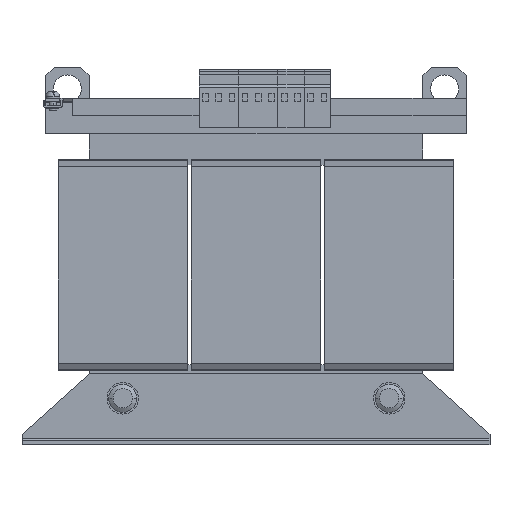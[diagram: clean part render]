
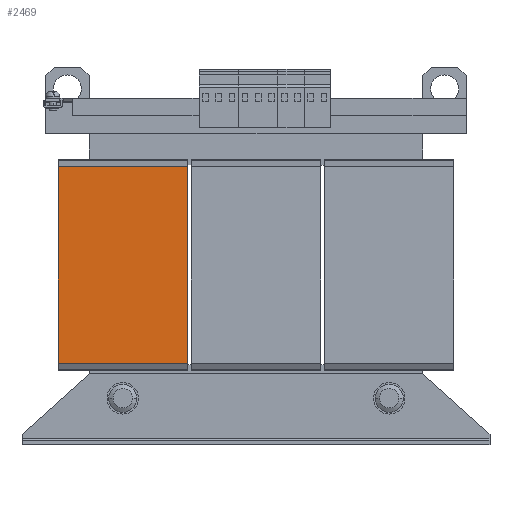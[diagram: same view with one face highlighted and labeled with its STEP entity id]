
A CAD part, top view. The second image highlights one B-rep face of the part: STEP entity #2469.
In plain terms, the highlighted planar face has unit normal (0, 0, 1).
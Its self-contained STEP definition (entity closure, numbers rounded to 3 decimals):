
#315 = VERTEX_POINT ( 'NONE', #5650 ) ;
#670 = CARTESIAN_POINT ( 'NONE',  ( -39.1, 56., 40.1 ) ) ;
#872 = DIRECTION ( 'NONE',  ( -1., 0., 0. ) ) ;
#974 = FACE_OUTER_BOUND ( 'NONE', #12801, .T. ) ;
#1871 = EDGE_CURVE ( 'NONE', #10799, #16007, #15953, .T. ) ;
#2469 = ADVANCED_FACE ( 'NONE', ( #974 ), #17176, .F. ) ;
#2845 = CARTESIAN_POINT ( 'NONE',  ( -112.9, 56., 40.1 ) ) ;
#3489 = VECTOR ( 'NONE', #872, 1000. ) ;
#4000 = AXIS2_PLACEMENT_3D ( 'NONE', #11553, #8974, #4718 ) ;
#4718 = DIRECTION ( 'NONE',  ( -1., 0., 0. ) ) ;
#5650 = CARTESIAN_POINT ( 'NONE',  ( -112.9, -56., 40.1 ) ) ;
#6290 = VECTOR ( 'NONE', #12781, 1000. ) ;
#6775 = CARTESIAN_POINT ( 'NONE',  ( -39.1, 56., 40.1 ) ) ;
#6915 = CARTESIAN_POINT ( 'NONE',  ( -39.1, -56., 40.1 ) ) ;
#7113 = ORIENTED_EDGE ( 'NONE', *, *, #1871, .F. ) ;
#7271 = ORIENTED_EDGE ( 'NONE', *, *, #14617, .T. ) ;
#8359 = DIRECTION ( 'NONE',  ( -1., 0., 0. ) ) ;
#8974 = DIRECTION ( 'NONE',  ( 0., 0., -1. ) ) ;
#9186 = CARTESIAN_POINT ( 'NONE',  ( -39.1, -56., 40.1 ) ) ;
#10799 = VERTEX_POINT ( 'NONE', #6775 ) ;
#11174 = ORIENTED_EDGE ( 'NONE', *, *, #14061, .T. ) ;
#11553 = CARTESIAN_POINT ( 'NONE',  ( -39.1, 56., 40.1 ) ) ;
#12740 = VECTOR ( 'NONE', #13033, 1000. ) ;
#12781 = DIRECTION ( 'NONE',  ( 0., -1., 0. ) ) ;
#12801 = EDGE_LOOP ( 'NONE', ( #11174, #13675, #7113, #7271 ) ) ;
#12845 = CARTESIAN_POINT ( 'NONE',  ( -112.9, 56., 40.1 ) ) ;
#13033 = DIRECTION ( 'NONE',  ( 0., -1., 0. ) ) ;
#13675 = ORIENTED_EDGE ( 'NONE', *, *, #13837, .F. ) ;
#13837 = EDGE_CURVE ( 'NONE', #16007, #315, #16347, .T. ) ;
#13844 = VERTEX_POINT ( 'NONE', #2845 ) ;
#14023 = VECTOR ( 'NONE', #8359, 1000. ) ;
#14061 = EDGE_CURVE ( 'NONE', #13844, #315, #17646, .T. ) ;
#14325 = CARTESIAN_POINT ( 'NONE',  ( -39.1, 56., 40.1 ) ) ;
#14617 = EDGE_CURVE ( 'NONE', #10799, #13844, #14843, .T. ) ;
#14843 = LINE ( 'NONE', #14325, #3489 ) ;
#15953 = LINE ( 'NONE', #670, #12740 ) ;
#16007 = VERTEX_POINT ( 'NONE', #9186 ) ;
#16347 = LINE ( 'NONE', #6915, #14023 ) ;
#17176 = PLANE ( 'NONE',  #4000 ) ;
#17646 = LINE ( 'NONE', #12845, #6290 ) ;
